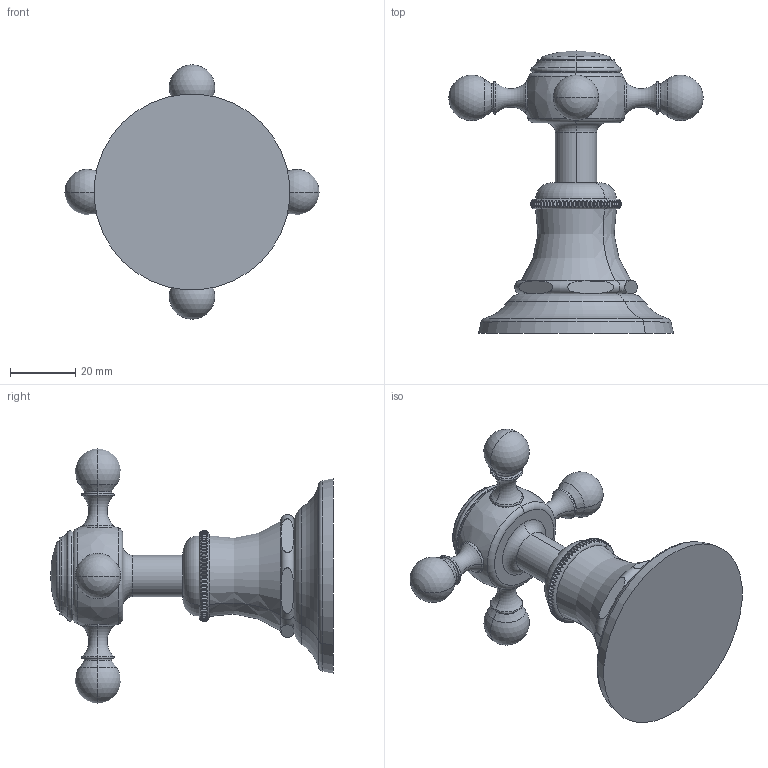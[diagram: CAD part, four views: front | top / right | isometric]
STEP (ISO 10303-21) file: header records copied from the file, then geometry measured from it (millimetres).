
FILE_DESCRIPTION((''),'2;1');
FILE_NAME('30348','2021-01-01T14:41:39',('jinson.thomas'),(''),'CREO PARAMETRIC BY PTC INC, 2018400','CREO PARAMETRIC BY PTC INC, 2018400','');
FILE_SCHEMA(('CONFIG_CONTROL_DESIGN'));
Length unit declared in the file: inch
Products named in the file (1): 30348
Bounding box: 77.98 x 86.61 x 77.98 mm (x, y, z)
Volume: 67752.4 mm3; surface area: 16465.3 mm2
Topology: 1 solids, 1 shells, 268 faces, 482 edges, 295 vertices
Faces by surface type: plane 160, torus 62, cylinder 22, cone 12, sphere 10, bspline 2
Entity records: 7976 total; most frequent: CARTESIAN_POINT 2879, DIRECTION 1044, ORIENTED_EDGE 944, EDGE_CURVE 472, AXIS2_PLACEMENT_3D 470, EDGE_LOOP 357, VERTEX_POINT 295, FACE_OUTER_BOUND 268
